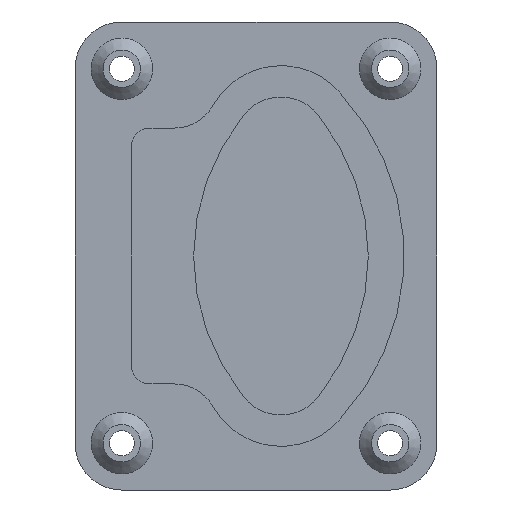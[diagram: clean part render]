
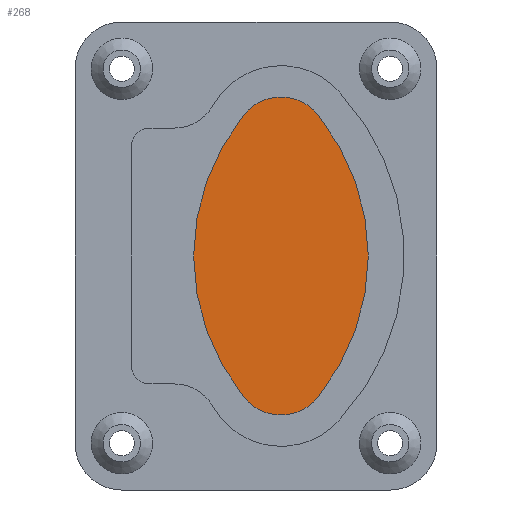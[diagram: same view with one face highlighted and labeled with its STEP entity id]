
A CAD part, front view. The second image highlights one B-rep face of the part: STEP entity #268.
In plain terms, the highlighted planar face has unit normal (0, -1, 0).
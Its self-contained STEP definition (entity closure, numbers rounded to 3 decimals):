
#268 = ADVANCED_FACE( '', ( #583 ), #584, .F. );
#583 = FACE_OUTER_BOUND( '', #921, .T. );
#584 = PLANE( '', #922 );
#921 = EDGE_LOOP( '', ( #1667, #1668, #1669, #1670, #1671, #1672 ) );
#922 = AXIS2_PLACEMENT_3D( '', #1673, #1674, #1675 );
#1667 = ORIENTED_EDGE( '', *, *, #2132, .F. );
#1668 = ORIENTED_EDGE( '', *, *, #2158, .F. );
#1669 = ORIENTED_EDGE( '', *, *, #1919, .F. );
#1670 = ORIENTED_EDGE( '', *, *, #1998, .F. );
#1671 = ORIENTED_EDGE( '', *, *, #2159, .F. );
#1672 = ORIENTED_EDGE( '', *, *, #1930, .F. );
#1673 = CARTESIAN_POINT( '', ( 22., -10., 0. ) );
#1674 = DIRECTION( '', ( 0., 1., 0. ) );
#1675 = DIRECTION( '', ( 0., 0., 1. ) );
#1919 = EDGE_CURVE( '', #2302, #2304, #2305, .T. );
#1930 = EDGE_CURVE( '', #2320, #2322, #2323, .T. );
#1998 = EDGE_CURVE( '', #2427, #2302, #2429, .T. );
#2132 = EDGE_CURVE( '', #2623, #2320, #2625, .T. );
#2158 = EDGE_CURVE( '', #2304, #2623, #2655, .T. );
#2159 = EDGE_CURVE( '', #2322, #2427, #2656, .T. );
#2302 = VERTEX_POINT( '', #2826 );
#2304 = VERTEX_POINT( '', #2829 );
#2305 = CIRCLE( '', #2830, 36. );
#2320 = VERTEX_POINT( '', #2848 );
#2322 = VERTEX_POINT( '', #2851 );
#2323 = CIRCLE( '', #2852, 36. );
#2427 = VERTEX_POINT( '', #2984 );
#2429 = CIRCLE( '', #2987, 36. );
#2623 = VERTEX_POINT( '', #3225 );
#2625 = CIRCLE( '', #3228, 36. );
#2655 = CIRCLE( '', #3268, 7.5 );
#2656 = CIRCLE( '', #3269, 7.5 );
#2826 = CARTESIAN_POINT( '', ( 14., -10., 0. ) );
#2829 = CARTESIAN_POINT( '', ( 6.021, -10., -22.472 ) );
#2830 = AXIS2_PLACEMENT_3D( '', #3408, #3409, #3410 );
#2848 = CARTESIAN_POINT( '', ( -14., -10., 0. ) );
#2851 = CARTESIAN_POINT( '', ( -6.021, -10., 22.472 ) );
#2852 = AXIS2_PLACEMENT_3D( '', #3424, #3425, #3426 );
#2984 = CARTESIAN_POINT( '', ( 6.021, -10., 22.472 ) );
#2987 = AXIS2_PLACEMENT_3D( '', #3519, #3520, #3521 );
#3225 = CARTESIAN_POINT( '', ( -6.021, -10., -22.472 ) );
#3228 = AXIS2_PLACEMENT_3D( '', #3732, #3733, #3734 );
#3268 = AXIS2_PLACEMENT_3D( '', #3757, #3758, #3759 );
#3269 = AXIS2_PLACEMENT_3D( '', #3760, #3761, #3762 );
#3408 = CARTESIAN_POINT( '', ( -22., -10., 0.13 ) );
#3409 = DIRECTION( '', ( 0., 1., 0. ) );
#3410 = DIRECTION( '', ( 1., 0., 0. ) );
#3424 = CARTESIAN_POINT( '', ( 22., -10., -0.13 ) );
#3425 = DIRECTION( '', ( 0., 1., 0. ) );
#3426 = DIRECTION( '', ( 1., 0., 0. ) );
#3519 = CARTESIAN_POINT( '', ( -22., -10., -0.13 ) );
#3520 = DIRECTION( '', ( 0., 1., 0. ) );
#3521 = DIRECTION( '', ( 1., 0., 0. ) );
#3732 = CARTESIAN_POINT( '', ( 22., -10., 0.13 ) );
#3733 = DIRECTION( '', ( 0., 1., 0. ) );
#3734 = DIRECTION( '', ( 1., 0., 0. ) );
#3757 = CARTESIAN_POINT( '', ( 0., -10., -18. ) );
#3758 = DIRECTION( '', ( 0., 1., 0. ) );
#3759 = DIRECTION( '', ( 1., 0., 0. ) );
#3760 = CARTESIAN_POINT( '', ( 0., -10., 18. ) );
#3761 = DIRECTION( '', ( 0., 1., 0. ) );
#3762 = DIRECTION( '', ( 1., 0., 0. ) );
